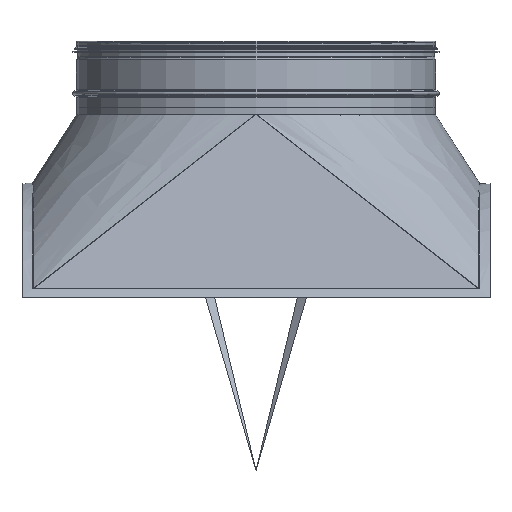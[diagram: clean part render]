
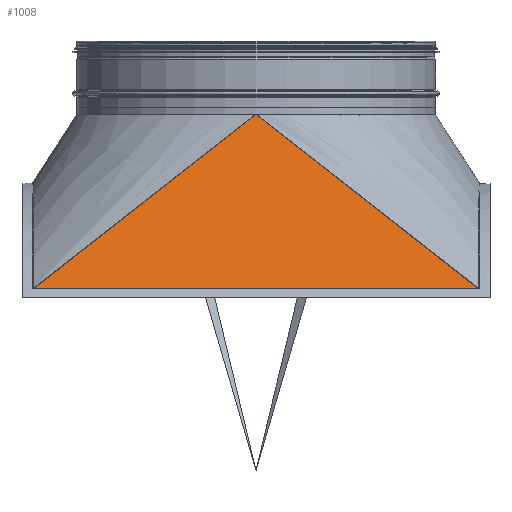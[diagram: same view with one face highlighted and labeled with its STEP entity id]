
A CAD part, front view. The second image highlights one B-rep face of the part: STEP entity #1008.
In plain terms, the highlighted planar face has unit normal (0, -0.97, 0.244).
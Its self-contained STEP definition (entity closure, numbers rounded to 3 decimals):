
#237=CARTESIAN_POINT('',(0.0,-248.875,495.0));
#238=VERTEX_POINT('',#237);
#781=CARTESIAN_POINT('',(-310.0,-310.,252.507));
#782=VERTEX_POINT('',#781);
#818=CARTESIAN_POINT('',(310.0,-310.,252.507));
#819=VERTEX_POINT('',#818);
#827=CARTESIAN_POINT('',(-310.0,-310.,252.507));
#828=DIRECTION('',(1.0,0.0,0.0));
#829=VECTOR('',#828,620.0);
#830=LINE('',#827,#829);
#831=EDGE_CURVE('',#782,#819,#830,.T.);
#988=CARTESIAN_POINT('',(0.,-292.814,320.688));
#989=DIRECTION('',(0.,0.97,-0.244));
#990=DIRECTION('',(0.,0.244,0.97));
#991=AXIS2_PLACEMENT_3D('',#988,#989,#990);
#992=PLANE('',#991);
#993=ORIENTED_EDGE('',*,*,#831,.T.);
#994=CARTESIAN_POINT('',(0.0,-248.875,495.0));
#995=DIRECTION('',(0.778,-0.153,-0.609));
#996=VECTOR('',#995,398.295);
#997=LINE('',#994,#996);
#998=EDGE_CURVE('',#238,#819,#997,.T.);
#999=ORIENTED_EDGE('',*,*,#998,.F.);
#1000=CARTESIAN_POINT('',(0.0,-248.875,495.0));
#1001=DIRECTION('',(-0.778,-0.153,-0.609));
#1002=VECTOR('',#1001,398.295);
#1003=LINE('',#1000,#1002);
#1004=EDGE_CURVE('',#238,#782,#1003,.T.);
#1005=ORIENTED_EDGE('',*,*,#1004,.T.);
#1006=EDGE_LOOP('',(#993,#999,#1005));
#1007=FACE_OUTER_BOUND('',#1006,.T.);
#1008=ADVANCED_FACE('',(#1007),#992,.F.);
